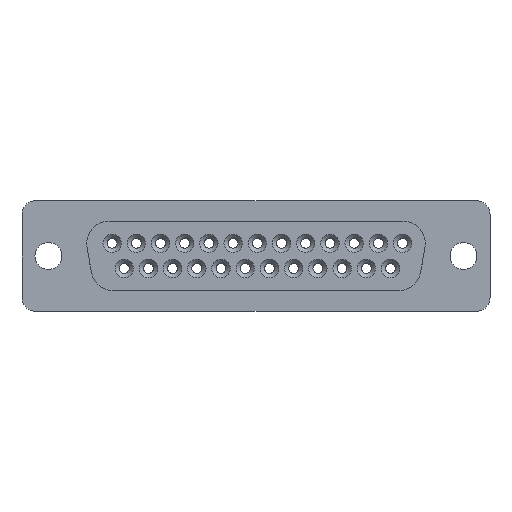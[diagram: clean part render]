
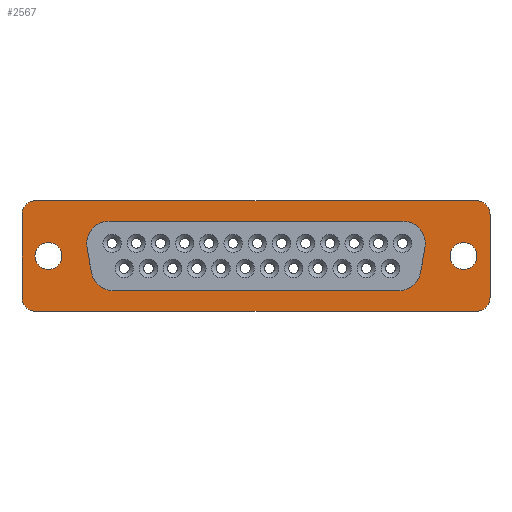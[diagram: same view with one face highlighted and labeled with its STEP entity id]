
A CAD part, top view. The second image highlights one B-rep face of the part: STEP entity #2567.
In plain terms, the highlighted planar face has unit normal (0, 0, 1).
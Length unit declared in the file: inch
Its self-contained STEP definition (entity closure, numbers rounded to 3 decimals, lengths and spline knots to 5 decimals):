
#159=FACE_BOUND('',#713,.T.);
#160=FACE_BOUND('',#714,.T.);
#161=FACE_BOUND('',#715,.T.);
#310=CIRCLE('',#2871,0.1);
#311=CIRCLE('',#2874,0.1);
#312=CIRCLE('',#2877,0.1);
#313=CIRCLE('',#2880,0.1);
#314=CIRCLE('',#2882,0.06);
#316=CIRCLE('',#2885,0.06);
#318=CIRCLE('',#2888,0.062);
#319=CIRCLE('',#2889,0.062);
#320=CIRCLE('',#2890,0.062);
#321=CIRCLE('',#2891,0.062);
#488=FACE_OUTER_BOUND('',#712,.T.);
#712=EDGE_LOOP('',(#2160,#2161,#2162,#2163,#2164,#2165,#2166,#2167));
#713=EDGE_LOOP('',(#2168,#2169,#2170,#2171,#2172,#2173,#2174,#2175));
#714=EDGE_LOOP('',(#2176));
#715=EDGE_LOOP('',(#2177));
#861=LINE('',#4273,#1023);
#865=LINE('',#4282,#1027);
#868=LINE('',#4290,#1030);
#871=LINE('',#4298,#1033);
#874=LINE('',#4316,#1036);
#875=LINE('',#4320,#1037);
#876=LINE('',#4324,#1038);
#877=LINE('',#4328,#1039);
#1023=VECTOR('',#3586,0.3937);
#1027=VECTOR('',#3596,0.3937);
#1030=VECTOR('',#3605,0.3937);
#1033=VECTOR('',#3614,0.3937);
#1036=VECTOR('',#3635,0.3937);
#1037=VECTOR('',#3638,0.3937);
#1038=VECTOR('',#3641,0.3937);
#1039=VECTOR('',#3644,0.3937);
#1231=VERTEX_POINT('',#4270);
#1232=VERTEX_POINT('',#4272);
#1233=VERTEX_POINT('',#4276);
#1234=VERTEX_POINT('',#4280);
#1235=VERTEX_POINT('',#4284);
#1236=VERTEX_POINT('',#4288);
#1237=VERTEX_POINT('',#4292);
#1238=VERTEX_POINT('',#4296);
#1239=VERTEX_POINT('',#4302);
#1241=VERTEX_POINT('',#4308);
#1243=VERTEX_POINT('',#4314);
#1244=VERTEX_POINT('',#4315);
#1245=VERTEX_POINT('',#4317);
#1246=VERTEX_POINT('',#4319);
#1247=VERTEX_POINT('',#4321);
#1248=VERTEX_POINT('',#4323);
#1249=VERTEX_POINT('',#4325);
#1250=VERTEX_POINT('',#4327);
#1537=EDGE_CURVE('',#1232,#1231,#861,.T.);
#1540=EDGE_CURVE('',#1231,#1233,#310,.T.);
#1542=EDGE_CURVE('',#1233,#1234,#865,.T.);
#1544=EDGE_CURVE('',#1234,#1235,#311,.T.);
#1546=EDGE_CURVE('',#1235,#1236,#868,.T.);
#1548=EDGE_CURVE('',#1236,#1237,#312,.T.);
#1550=EDGE_CURVE('',#1237,#1238,#871,.T.);
#1551=EDGE_CURVE('',#1238,#1232,#313,.T.);
#1552=EDGE_CURVE('',#1239,#1239,#314,.T.);
#1555=EDGE_CURVE('',#1241,#1241,#316,.T.);
#1558=EDGE_CURVE('',#1243,#1244,#874,.T.);
#1559=EDGE_CURVE('',#1245,#1243,#318,.T.);
#1560=EDGE_CURVE('',#1246,#1245,#875,.T.);
#1561=EDGE_CURVE('',#1247,#1246,#319,.T.);
#1562=EDGE_CURVE('',#1248,#1247,#876,.T.);
#1563=EDGE_CURVE('',#1249,#1248,#320,.T.);
#1564=EDGE_CURVE('',#1250,#1249,#877,.T.);
#1565=EDGE_CURVE('',#1244,#1250,#321,.T.);
#2160=ORIENTED_EDGE('',*,*,#1558,.F.);
#2161=ORIENTED_EDGE('',*,*,#1559,.F.);
#2162=ORIENTED_EDGE('',*,*,#1560,.F.);
#2163=ORIENTED_EDGE('',*,*,#1561,.F.);
#2164=ORIENTED_EDGE('',*,*,#1562,.F.);
#2165=ORIENTED_EDGE('',*,*,#1563,.F.);
#2166=ORIENTED_EDGE('',*,*,#1564,.F.);
#2167=ORIENTED_EDGE('',*,*,#1565,.F.);
#2168=ORIENTED_EDGE('',*,*,#1537,.T.);
#2169=ORIENTED_EDGE('',*,*,#1540,.T.);
#2170=ORIENTED_EDGE('',*,*,#1542,.T.);
#2171=ORIENTED_EDGE('',*,*,#1544,.T.);
#2172=ORIENTED_EDGE('',*,*,#1546,.T.);
#2173=ORIENTED_EDGE('',*,*,#1548,.T.);
#2174=ORIENTED_EDGE('',*,*,#1550,.T.);
#2175=ORIENTED_EDGE('',*,*,#1551,.T.);
#2176=ORIENTED_EDGE('',*,*,#1552,.T.);
#2177=ORIENTED_EDGE('',*,*,#1555,.T.);
#2276=PLANE('',#2887);
#2567=ADVANCED_FACE('',(#488,#159,#160,#161),#2276,.T.);
#2871=AXIS2_PLACEMENT_3D('',#4278,#3591,#3592);
#2874=AXIS2_PLACEMENT_3D('',#4286,#3600,#3601);
#2877=AXIS2_PLACEMENT_3D('',#4294,#3609,#3610);
#2880=AXIS2_PLACEMENT_3D('',#4300,#3617,#3618);
#2882=AXIS2_PLACEMENT_3D('',#4303,#3621,#3622);
#2885=AXIS2_PLACEMENT_3D('',#4309,#3628,#3629);
#2887=AXIS2_PLACEMENT_3D('',#4313,#3633,#3634);
#2888=AXIS2_PLACEMENT_3D('',#4318,#3636,#3637);
#2889=AXIS2_PLACEMENT_3D('',#4322,#3639,#3640);
#2890=AXIS2_PLACEMENT_3D('',#4326,#3642,#3643);
#2891=AXIS2_PLACEMENT_3D('',#4329,#3645,#3646);
#3586=DIRECTION('',(1.,0.,0.));
#3591=DIRECTION('center_axis',(0.,0.,-1.));
#3592=DIRECTION('ref_axis',(0.985,-0.174,0.));
#3596=DIRECTION('',(-0.174,-0.985,0.));
#3600=DIRECTION('center_axis',(0.,0.,-1.));
#3601=DIRECTION('ref_axis',(0.,-1.,0.));
#3605=DIRECTION('',(-1.,0.,0.));
#3609=DIRECTION('center_axis',(0.,0.,-1.));
#3610=DIRECTION('ref_axis',(-0.985,-0.174,0.));
#3614=DIRECTION('',(-0.174,0.985,0.));
#3617=DIRECTION('center_axis',(0.,0.,-1.));
#3618=DIRECTION('ref_axis',(0.,1.,0.));
#3621=DIRECTION('center_axis',(0.,0.,-1.));
#3622=DIRECTION('ref_axis',(-1.,0.,0.));
#3628=DIRECTION('center_axis',(0.,0.,-1.));
#3629=DIRECTION('ref_axis',(-1.,0.,0.));
#3633=DIRECTION('center_axis',(0.,0.,1.));
#3634=DIRECTION('ref_axis',(1.,0.,0.));
#3635=DIRECTION('',(1.,0.,0.));
#3636=DIRECTION('center_axis',(0.,0.,-1.));
#3637=DIRECTION('ref_axis',(0.,1.,0.));
#3638=DIRECTION('',(0.,1.,0.));
#3639=DIRECTION('center_axis',(0.,0.,-1.));
#3640=DIRECTION('ref_axis',(-1.,0.,0.));
#3641=DIRECTION('',(-1.,0.,0.));
#3642=DIRECTION('center_axis',(0.,0.,-1.));
#3643=DIRECTION('ref_axis',(0.,-1.,0.));
#3644=DIRECTION('',(0.,-1.,0.));
#3645=DIRECTION('center_axis',(0.,0.,-1.));
#3646=DIRECTION('ref_axis',(1.,0.,0.));
#4270=CARTESIAN_POINT('',(0.6555,0.1555,0.015));
#4272=CARTESIAN_POINT('',(-0.6555,0.1555,0.015));
#4273=CARTESIAN_POINT('',(-0.32775,0.1555,0.015));
#4276=CARTESIAN_POINT('',(0.75398,0.03814,0.015));
#4278=CARTESIAN_POINT('Origin',(0.6555,0.0555,0.015));
#4280=CARTESIAN_POINT('',(0.73441,-0.07286,0.015));
#4282=CARTESIAN_POINT('',(0.73935,-0.04483,0.015));
#4284=CARTESIAN_POINT('',(0.63593,-0.1555,0.015));
#4286=CARTESIAN_POINT('Origin',(0.63593,-0.0555,0.015));
#4288=CARTESIAN_POINT('',(-0.63593,-0.1555,0.015));
#4290=CARTESIAN_POINT('',(0.31796,-0.1555,0.015));
#4292=CARTESIAN_POINT('',(-0.73441,-0.07286,0.015));
#4294=CARTESIAN_POINT('Origin',(-0.63593,-0.0555,0.015));
#4296=CARTESIAN_POINT('',(-0.75398,0.03814,0.015));
#4298=CARTESIAN_POINT('',(-0.72957,-0.10033,0.015));
#4300=CARTESIAN_POINT('Origin',(-0.6555,0.0555,0.015));
#4302=CARTESIAN_POINT('',(0.986,0.,0.015));
#4303=CARTESIAN_POINT('Origin',(0.926,0.,0.015));
#4308=CARTESIAN_POINT('',(-0.866,0.,0.015));
#4309=CARTESIAN_POINT('Origin',(-0.926,0.,0.015));
#4313=CARTESIAN_POINT('Origin',(0.,0.,
0.015));
#4314=CARTESIAN_POINT('',(-0.982,0.247,0.015));
#4315=CARTESIAN_POINT('',(0.982,0.247,0.015));
#4316=CARTESIAN_POINT('',(0.982,0.247,0.015));
#4317=CARTESIAN_POINT('',(-1.044,0.185,0.015));
#4318=CARTESIAN_POINT('Origin',(-0.982,0.185,0.015));
#4319=CARTESIAN_POINT('',(-1.044,-0.185,0.015));
#4320=CARTESIAN_POINT('',(-1.044,0.185,0.015));
#4321=CARTESIAN_POINT('',(-0.982,-0.247,0.015));
#4322=CARTESIAN_POINT('Origin',(-0.982,-0.185,0.015));
#4323=CARTESIAN_POINT('',(0.982,-0.247,0.015));
#4324=CARTESIAN_POINT('',(-0.982,-0.247,0.015));
#4325=CARTESIAN_POINT('',(1.044,-0.185,0.015));
#4326=CARTESIAN_POINT('Origin',(0.982,-0.185,0.015));
#4327=CARTESIAN_POINT('',(1.044,0.185,0.015));
#4328=CARTESIAN_POINT('',(1.044,-0.185,0.015));
#4329=CARTESIAN_POINT('Origin',(0.982,0.185,0.015));
